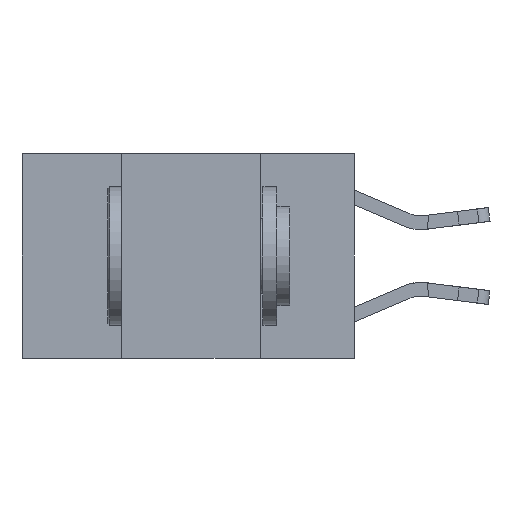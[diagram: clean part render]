
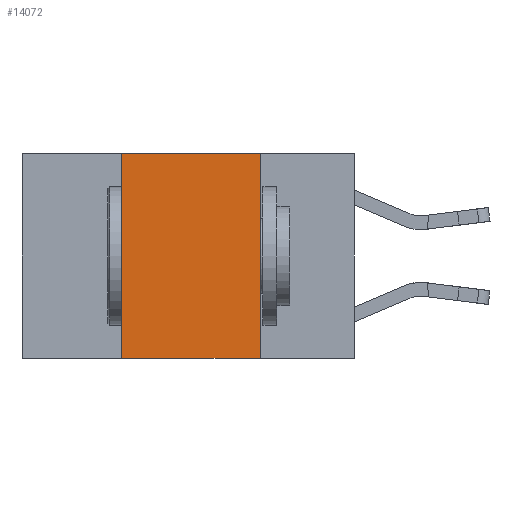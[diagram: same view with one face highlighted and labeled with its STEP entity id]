
A CAD part, left-side view. The second image highlights one B-rep face of the part: STEP entity #14072.
In plain terms, the highlighted planar face has unit normal (-1, 0, 0).
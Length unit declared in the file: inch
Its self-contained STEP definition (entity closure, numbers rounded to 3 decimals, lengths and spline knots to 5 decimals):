
#499 = CARTESIAN_POINT ( 'NONE',  ( 0., 0.17, 0. ) ) ;
#890 = ORIENTED_EDGE ( 'NONE', *, *, #18777, .F. ) ;
#1499 = EDGE_LOOP ( 'NONE', ( #7008, #890, #13396, #11469 ) ) ;
#1983 = VECTOR ( 'NONE', #14863, 39.37008 ) ;
#2771 = CARTESIAN_POINT ( 'NONE',  ( 0., 0.42, 0. ) ) ;
#3386 = LINE ( 'NONE', #19702, #1983 ) ;
#4089 = PLANE ( 'NONE',  #8711 ) ;
#4227 = CARTESIAN_POINT ( 'NONE',  ( 0., 0.6, -0.37 ) ) ;
#5564 = LINE ( 'NONE', #4227, #10609 ) ;
#6543 = EDGE_CURVE ( 'NONE', #17702, #18254, #3386, .T. ) ;
#6995 = VECTOR ( 'NONE', #17845, 39.37008 ) ;
#7008 = ORIENTED_EDGE ( 'NONE', *, *, #6543, .F. ) ;
#7506 = EDGE_CURVE ( 'NONE', #11729, #14144, #21158, .T. ) ;
#8478 = CARTESIAN_POINT ( 'NONE',  ( 0., 0.17, -0.37 ) ) ;
#8711 = AXIS2_PLACEMENT_3D ( 'NONE', #11589, #12799, #21171 ) ;
#9359 = EDGE_CURVE ( 'NONE', #11729, #18254, #5564, .T. ) ;
#10609 = VECTOR ( 'NONE', #10728, 39.37008 ) ;
#10638 = CARTESIAN_POINT ( 'NONE',  ( 0., 0.6, 0. ) ) ;
#10728 = DIRECTION ( 'NONE',  ( 0., -1., 0. ) ) ;
#10777 = VECTOR ( 'NONE', #15612, 39.37008 ) ;
#10899 = CARTESIAN_POINT ( 'NONE',  ( 0., 0.42, -0.37 ) ) ;
#11469 = ORIENTED_EDGE ( 'NONE', *, *, #9359, .T. ) ;
#11589 = CARTESIAN_POINT ( 'NONE',  ( 0., 0.6, 0. ) ) ;
#11729 = VERTEX_POINT ( 'NONE', #10899 ) ;
#12085 = LINE ( 'NONE', #10638, #10777 ) ;
#12799 = DIRECTION ( 'NONE',  ( 1., 0., 0. ) ) ;
#13396 = ORIENTED_EDGE ( 'NONE', *, *, #7506, .F. ) ;
#14072 = ADVANCED_FACE ( 'NONE', ( #19185 ), #4089, .F. ) ;
#14144 = VERTEX_POINT ( 'NONE', #14552 ) ;
#14552 = CARTESIAN_POINT ( 'NONE',  ( 0., 0.42, 0. ) ) ;
#14863 = DIRECTION ( 'NONE',  ( 0., 0., -1. ) ) ;
#15612 = DIRECTION ( 'NONE',  ( 0., -1., 0. ) ) ;
#17702 = VERTEX_POINT ( 'NONE', #499 ) ;
#17845 = DIRECTION ( 'NONE',  ( 0., 0., 1. ) ) ;
#18254 = VERTEX_POINT ( 'NONE', #8478 ) ;
#18777 = EDGE_CURVE ( 'NONE', #14144, #17702, #12085, .T. ) ;
#19185 = FACE_OUTER_BOUND ( 'NONE', #1499, .T. ) ;
#19702 = CARTESIAN_POINT ( 'NONE',  ( 0., 0.17, 0. ) ) ;
#21158 = LINE ( 'NONE', #2771, #6995 ) ;
#21171 = DIRECTION ( 'NONE',  ( 0., 0., -1. ) ) ;
